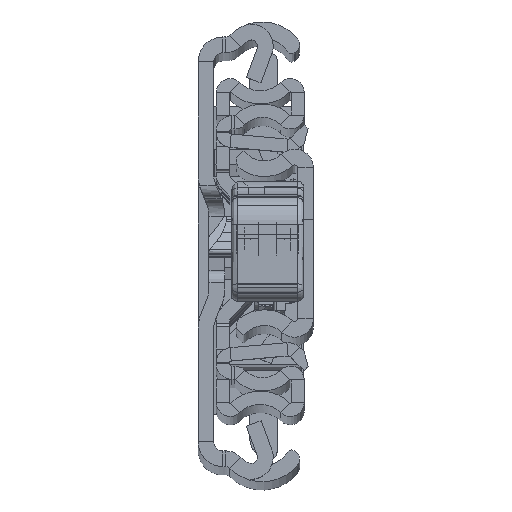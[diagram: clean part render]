
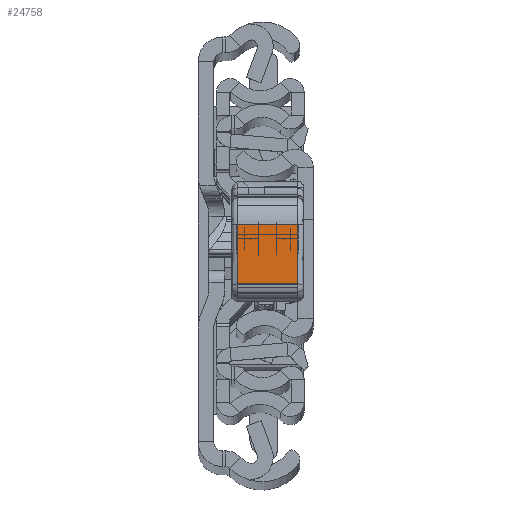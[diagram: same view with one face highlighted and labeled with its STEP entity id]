
A CAD part, top view. The second image highlights one B-rep face of the part: STEP entity #24758.
In plain terms, the highlighted face is planar.
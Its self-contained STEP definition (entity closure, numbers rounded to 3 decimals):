
#1061 = LINE ( 'NONE', #11948, #20662 ) ;
#1536 = EDGE_CURVE ( 'NONE', #26625, #27364, #26131, .T. ) ;
#3354 = ORIENTED_EDGE ( 'NONE', *, *, #10918, .T. ) ;
#4706 = CARTESIAN_POINT ( 'NONE',  ( 39.55, -12.274, 0. ) ) ;
#4769 = ORIENTED_EDGE ( 'NONE', *, *, #7998, .T. ) ;
#5221 = DIRECTION ( 'NONE',  ( -1., 0.027, 0. ) ) ;
#5963 = CARTESIAN_POINT ( 'NONE',  ( 39.55, -12.274, 0. ) ) ;
#6073 = EDGE_LOOP ( 'NONE', ( #3354, #10882, #4769, #7942 ) ) ;
#7513 = VECTOR ( 'NONE', #17878, 1000. ) ;
#7904 = FACE_OUTER_BOUND ( 'NONE', #6073, .T. ) ;
#7942 = ORIENTED_EDGE ( 'NONE', *, *, #1536, .T. ) ;
#7998 = EDGE_CURVE ( 'NONE', #31334, #26625, #1061, .T. ) ;
#9888 = DIRECTION ( 'NONE',  ( -0.027, -1., 0. ) ) ;
#10882 = ORIENTED_EDGE ( 'NONE', *, *, #23850, .T. ) ;
#10918 = EDGE_CURVE ( 'NONE', #27364, #19795, #28398, .T. ) ;
#11948 = CARTESIAN_POINT ( 'NONE',  ( 39.818, -2.465, 11. ) ) ;
#12814 = CARTESIAN_POINT ( 'NONE',  ( 39.55, -12.274, 10. ) ) ;
#15181 = CARTESIAN_POINT ( 'NONE',  ( 39.818, -2.465, 0. ) ) ;
#16475 = PLANE ( 'NONE',  #35220 ) ;
#17878 = DIRECTION ( 'NONE',  ( 0., 0., -1. ) ) ;
#18813 = CARTESIAN_POINT ( 'NONE',  ( 39.55, -12.274, 11. ) ) ;
#19795 = VERTEX_POINT ( 'NONE', #4706 ) ;
#20662 = VECTOR ( 'NONE', #31006, 1000. ) ;
#20809 = VECTOR ( 'NONE', #22375, 1000. ) ;
#22375 = DIRECTION ( 'NONE',  ( 0.027, 1., 0. ) ) ;
#23850 = EDGE_CURVE ( 'NONE', #19795, #31334, #33227, .T. ) ;
#24758 = ADVANCED_FACE ( 'NONE', ( #7904 ), #16475, .F. ) ;
#25516 = CARTESIAN_POINT ( 'NONE',  ( 39.818, -2.465, 10. ) ) ;
#26131 = LINE ( 'NONE', #34279, #28535 ) ;
#26445 = CARTESIAN_POINT ( 'NONE',  ( 39.55, -12.274, 11. ) ) ;
#26625 = VERTEX_POINT ( 'NONE', #25516 ) ;
#27017 = DIRECTION ( 'NONE',  ( -0.027, -1., 0. ) ) ;
#27364 = VERTEX_POINT ( 'NONE', #12814 ) ;
#28398 = LINE ( 'NONE', #26445, #7513 ) ;
#28535 = VECTOR ( 'NONE', #9888, 1000. ) ;
#31006 = DIRECTION ( 'NONE',  ( 0., 0., 1. ) ) ;
#31334 = VERTEX_POINT ( 'NONE', #15181 ) ;
#33227 = LINE ( 'NONE', #5963, #20809 ) ;
#34279 = CARTESIAN_POINT ( 'NONE',  ( 39.55, -12.274, 10. ) ) ;
#35220 = AXIS2_PLACEMENT_3D ( 'NONE', #18813, #5221, #27017 ) ;
